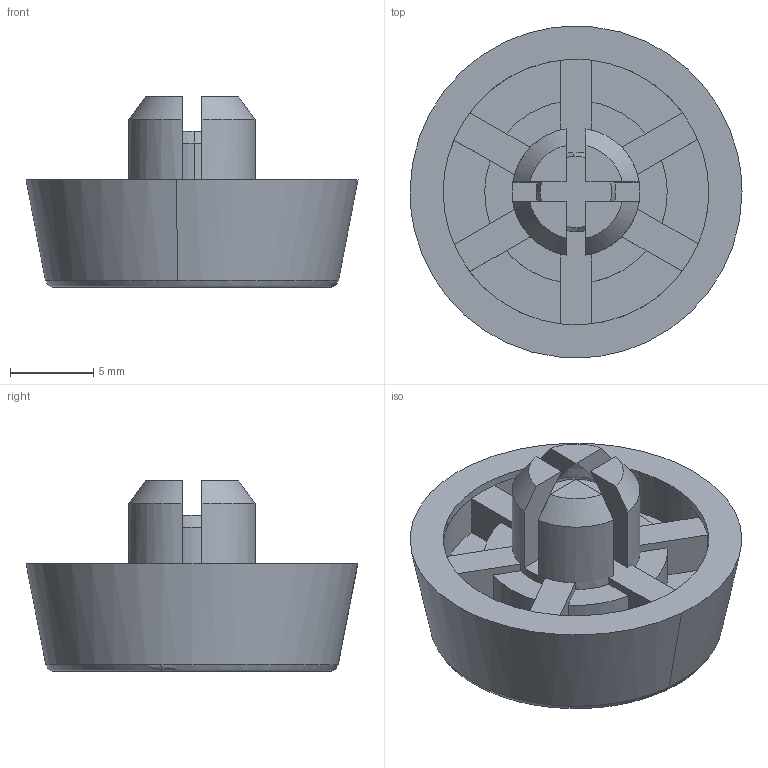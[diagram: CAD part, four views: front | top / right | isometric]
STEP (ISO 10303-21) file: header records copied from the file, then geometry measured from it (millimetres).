
FILE_DESCRIPTION((''),'2;1');
FILE_NAME('','2007-12-14T10:40:45',(''),(''),'','CADfix','');
FILE_SCHEMA(('AUTOMOTIVE_DESIGN { 1 0 10303 214 1 1 1 1 }'));
Length unit declared in the file: millimetre
Bounding box: 20 x 19.99 x 11.5 mm (x, y, z)
Volume: 1544.7 mm3; surface area: 1761.9 mm2
Topology: 2 solids, 2 shells, 99 faces, 292 edges, 200 vertices
Faces by surface type: bspline 99
Entity records: 3261 total; most frequent: CARTESIAN_POINT 1640, ORIENTED_EDGE 584, EDGE_CURVE 292, VERTEX_POINT 200, QUASI_UNIFORM_CURVE 142, EDGE_LOOP 104, FACE_OUTER_BOUND 99, ADVANCED_FACE 99
